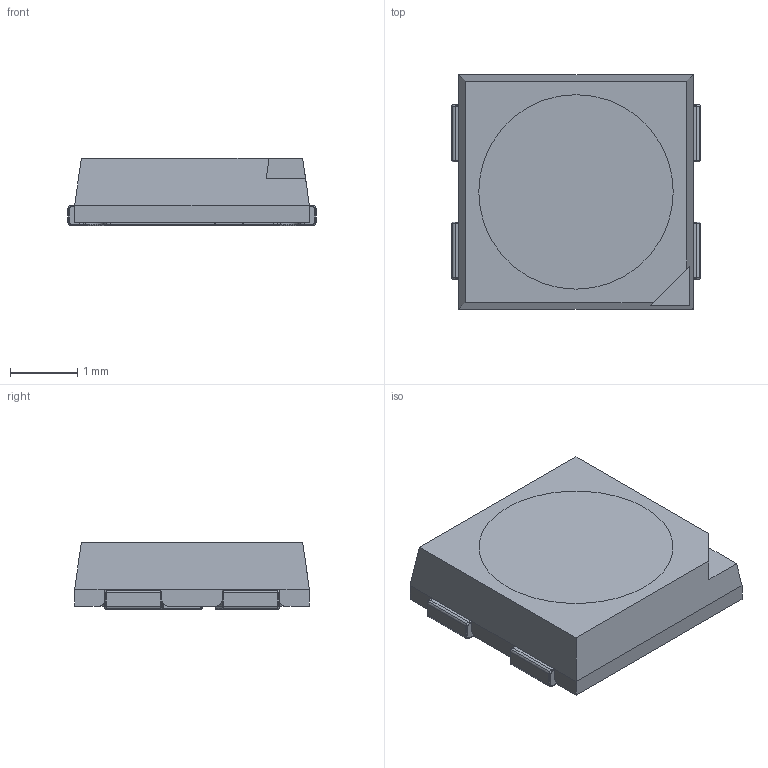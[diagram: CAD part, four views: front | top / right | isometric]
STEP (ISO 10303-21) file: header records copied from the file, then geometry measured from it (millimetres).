
FILE_DESCRIPTION (( 'STEP AP214' ), '1' );
FILE_NAME ('SK6812mini (3535)_lite.STEP', '2022-11-02T15:35:03', ( 'Elessar' ), ( '' ), 'SwSTEP 2.0', 'SolidWorks 2018', '' );
FILE_SCHEMA (( 'AUTOMOTIVE_DESIGN' ));
Length unit declared in the file: millimetre
Products named in the file (1): SK6812mini (3535)_lite
Bounding box: 3.7 x 3.5 x 1 mm (x, y, z)
Volume: 11.5 mm3; surface area: 74.8 mm2
Topology: 6 solids, 6 shells, 633 faces, 1508 edges, 877 vertices
Faces by surface type: cylinder 360, torus 89, plane 89, sphere 84, bspline 7, cone 4
Entity records: 18505 total; most frequent: DIRECTION 3626, CARTESIAN_POINT 3243, ORIENTED_EDGE 3010, AXIS2_PLACEMENT_3D 1520, EDGE_CURVE 1505, CIRCLE 893, VERTEX_POINT 877, EDGE_LOOP 634
